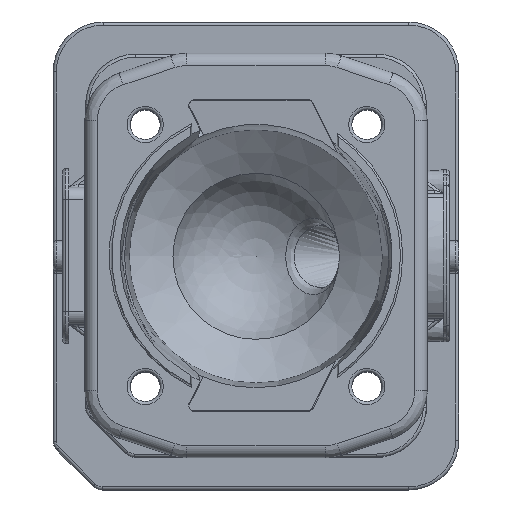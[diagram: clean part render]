
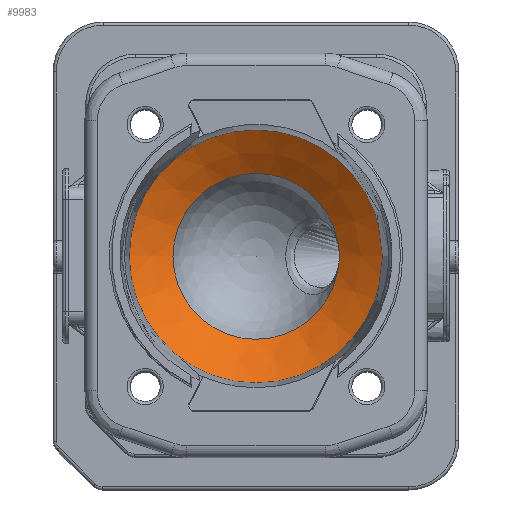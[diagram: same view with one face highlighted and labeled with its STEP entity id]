
A CAD part, top view. The second image highlights one B-rep face of the part: STEP entity #9983.
In plain terms, the highlighted conical face has half-angle 55.057 degrees and reference radius 13.569 mm.
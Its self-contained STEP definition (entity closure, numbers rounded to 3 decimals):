
#8271=CONICAL_SURFACE('',#26168,13.569,55.057);
#8368=FACE_BOUND('',#12532,.T.);
#8369=FACE_BOUND('',#12533,.T.);
#9543=B_SPLINE_CURVE_WITH_KNOTS('',3,(#37343,#37344,#37345,#37346,#37347,
#37348),.UNSPECIFIED.,.F.,.F.,(4,2,4),(0.,0.5,1.),.UNSPECIFIED.);
#9983=ADVANCED_FACE('',(#8368,#8369),#8271,.F.);
#12532=EDGE_LOOP('',(#16139));
#12533=EDGE_LOOP('',(#16140,#16141));
#16139=ORIENTED_EDGE('',*,*,#22715,.F.);
#16140=ORIENTED_EDGE('',*,*,#22742,.T.);
#16141=ORIENTED_EDGE('',*,*,#22744,.T.);
#20967=VERTEX_POINT('',#37116);
#20992=VERTEX_POINT('',#37322);
#20993=VERTEX_POINT('',#37323);
#22715=EDGE_CURVE('',#20967,#20967,#24703,.T.);
#22742=EDGE_CURVE('',#20992,#20993,#24704,.T.);
#22744=EDGE_CURVE('',#20993,#20992,#9543,.T.);
#24703=CIRCLE('',#26162,20.311);
#24704=CIRCLE('',#26166,13.301);
#26162=AXIS2_PLACEMENT_3D('',#37115,#29236,#29237);
#26166=AXIS2_PLACEMENT_3D('',#37321,#29244,#29245);
#26168=AXIS2_PLACEMENT_3D('',#37349,#29248,#29249);
#29236=DIRECTION('',(0.,0.,-1.));
#29237=DIRECTION('',(1.,0.,0.));
#29244=DIRECTION('',(0.,0.,-1.));
#29245=DIRECTION('',(-1.,0.,0.));
#29248=DIRECTION('',(0.,0.,1.));
#29249=DIRECTION('',(1.,0.,0.));
#37115=CARTESIAN_POINT('',(0.,0.,-64.469));
#37116=CARTESIAN_POINT('',(20.311,0.,-64.469));
#37321=CARTESIAN_POINT('',(0.,0.,-69.368));
#37322=CARTESIAN_POINT('',(13.061,-2.515,-69.368));
#37323=CARTESIAN_POINT('',(13.061,2.515,-69.368));
#37343=CARTESIAN_POINT('',(13.061,2.515,-69.368));
#37344=CARTESIAN_POINT('',(13.221,1.684,-69.368));
#37345=CARTESIAN_POINT('',(13.357,0.851,-69.329));
#37346=CARTESIAN_POINT('',(13.357,-0.844,-69.329));
#37347=CARTESIAN_POINT('',(13.222,-1.683,-69.368));
#37348=CARTESIAN_POINT('',(13.061,-2.515,-69.368));
#37349=CARTESIAN_POINT('',(0.,0.,-69.18));
